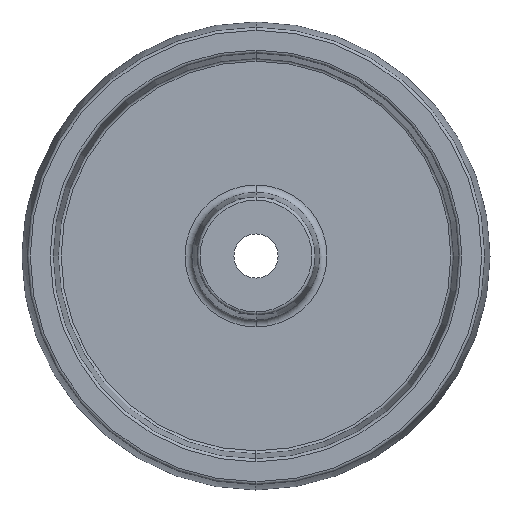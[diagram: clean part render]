
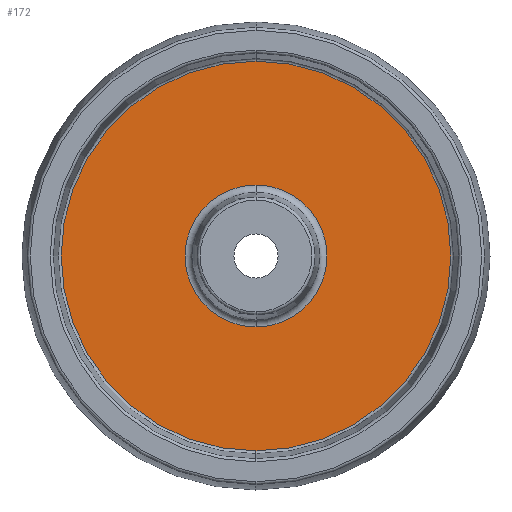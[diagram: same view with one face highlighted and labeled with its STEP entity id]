
A CAD part, left-side view. The second image highlights one B-rep face of the part: STEP entity #172.
In plain terms, the highlighted planar face has unit normal (-1, 0, 0).
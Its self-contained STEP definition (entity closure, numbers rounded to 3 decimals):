
#9 = VERTEX_POINT ( 'NONE', #65 ) ;
#52 = CARTESIAN_POINT ( 'NONE',  ( -5., 0., 24.262 ) ) ;
#61 = DIRECTION ( 'NONE',  ( -1., 0., 0. ) ) ;
#65 = CARTESIAN_POINT ( 'NONE',  ( -5., 0., 66.624 ) ) ;
#74 = FACE_BOUND ( 'NONE', #272, .T. ) ;
#118 = AXIS2_PLACEMENT_3D ( 'NONE', #1600, #294, #436 ) ;
#172 = ADVANCED_FACE ( 'NONE', ( #74, #598 ), #1246, .T. ) ;
#194 = CARTESIAN_POINT ( 'NONE',  ( -5., 0., -66.624 ) ) ;
#205 = CIRCLE ( 'NONE', #1142, 66.624 ) ;
#255 = AXIS2_PLACEMENT_3D ( 'NONE', #521, #1409, #1017 ) ;
#257 = VERTEX_POINT ( 'NONE', #1267 ) ;
#272 = EDGE_LOOP ( 'NONE', ( #1702, #587 ) ) ;
#294 = DIRECTION ( 'NONE',  ( 1., 0., 0. ) ) ;
#436 = DIRECTION ( 'NONE',  ( 0., 0., 1. ) ) ;
#521 = CARTESIAN_POINT ( 'NONE',  ( -5., 0., 0. ) ) ;
#525 = EDGE_CURVE ( 'NONE', #1464, #257, #1121, .T. ) ;
#531 = CIRCLE ( 'NONE', #255, 66.624 ) ;
#587 = ORIENTED_EDGE ( 'NONE', *, *, #1361, .T. ) ;
#598 = FACE_OUTER_BOUND ( 'NONE', #1059, .T. ) ;
#614 = CARTESIAN_POINT ( 'NONE',  ( -5., 0., 0. ) ) ;
#716 = CARTESIAN_POINT ( 'NONE',  ( -5., 67.5, 0. ) ) ;
#797 = VERTEX_POINT ( 'NONE', #194 ) ;
#885 = EDGE_CURVE ( 'NONE', #9, #797, #531, .T. ) ;
#982 = DIRECTION ( 'NONE',  ( 0., 0., 1. ) ) ;
#1006 = DIRECTION ( 'NONE',  ( 0., 0., 1. ) ) ;
#1017 = DIRECTION ( 'NONE',  ( 0., 0., 1. ) ) ;
#1038 = CIRCLE ( 'NONE', #118, 24.262 ) ;
#1059 = EDGE_LOOP ( 'NONE', ( #1077, #1696 ) ) ;
#1077 = ORIENTED_EDGE ( 'NONE', *, *, #885, .T. ) ;
#1121 = CIRCLE ( 'NONE', #1175, 24.262 ) ;
#1131 = DIRECTION ( 'NONE',  ( 0., 0., 1. ) ) ;
#1142 = AXIS2_PLACEMENT_3D ( 'NONE', #1666, #1405, #1131 ) ;
#1175 = AXIS2_PLACEMENT_3D ( 'NONE', #614, #1540, #1006 ) ;
#1246 = PLANE ( 'NONE',  #1359 ) ;
#1267 = CARTESIAN_POINT ( 'NONE',  ( -5., 0., -24.262 ) ) ;
#1284 = EDGE_CURVE ( 'NONE', #797, #9, #205, .T. ) ;
#1359 = AXIS2_PLACEMENT_3D ( 'NONE', #716, #61, #982 ) ;
#1361 = EDGE_CURVE ( 'NONE', #257, #1464, #1038, .T. ) ;
#1405 = DIRECTION ( 'NONE',  ( -1., 0., 0. ) ) ;
#1409 = DIRECTION ( 'NONE',  ( -1., 0., 0. ) ) ;
#1464 = VERTEX_POINT ( 'NONE', #52 ) ;
#1540 = DIRECTION ( 'NONE',  ( 1., 0., 0. ) ) ;
#1600 = CARTESIAN_POINT ( 'NONE',  ( -5., 0., 0. ) ) ;
#1666 = CARTESIAN_POINT ( 'NONE',  ( -5., 0., 0. ) ) ;
#1696 = ORIENTED_EDGE ( 'NONE', *, *, #1284, .T. ) ;
#1702 = ORIENTED_EDGE ( 'NONE', *, *, #525, .T. ) ;
